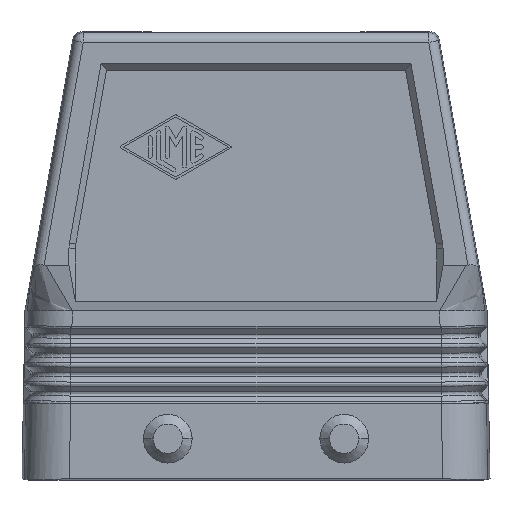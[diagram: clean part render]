
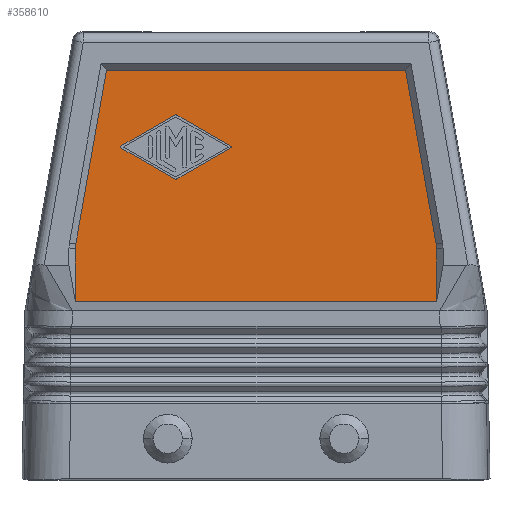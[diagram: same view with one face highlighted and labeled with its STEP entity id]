
A CAD part, left-side view. The second image highlights one B-rep face of the part: STEP entity #358610.
In plain terms, the highlighted planar face has unit normal (-1, 0, 0).
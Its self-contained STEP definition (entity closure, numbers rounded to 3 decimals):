
#112690=CARTESIAN_POINT('',(74.12,54.827,
50.993));
#112700=DIRECTION('',(1.,0.,0.));
#112710=DIRECTION('',(0.,1.,0.));
#112720=AXIS2_PLACEMENT_3D('',#112690,#112700,#112710);
#112730=PLANE('',#112720);
#179970=CARTESIAN_POINT('',(74.12,-0.695,
36.859));
#179980=VERTEX_POINT('',#179970);
#180160=CARTESIAN_POINT('',(74.12,-0.759,
36.123));
#180170=VERTEX_POINT('',#180160);
#180200=CARTESIAN_POINT('',(74.12,7.729,
35.752));
#180210=DIRECTION('',(1.,0.,0.));
#180220=DIRECTION('',(0.,0.996,-0.087));
#180230=AXIS2_PLACEMENT_3D('',#180200,#180210,#180220);
#180240=ELLIPSE('',#180230,8.504,6.002);
#180250=EDGE_CURVE('',#179980,#180170,#180240,.T.);
#202810=CARTESIAN_POINT('',(74.12,-0.759,
27.871));
#202820=VERTEX_POINT('',#202810);
#202850=CARTESIAN_POINT('',(74.12,-0.759,
34.229));
#202860=DIRECTION('',(0.,0.,1.));
#202870=VECTOR('',#202860,1.);
#202880=LINE('',#202850,#202870);
#202890=EDGE_CURVE('',#202820,#180170,#202880,.T.);
#258880=CARTESIAN_POINT('',(74.12,-1.158,
34.229));
#258890=DIRECTION('',(0.,0.174,0.985));
#258900=VECTOR('',#258890,1.);
#258910=LINE('',#258880,#258900);
#258920=CARTESIAN_POINT('',(74.12,4.087,
64.));
#258930=VERTEX_POINT('',#258920);
#258940=EDGE_CURVE('',#179980,#258930,#258910,.T.);
#277130=CARTESIAN_POINT('',(74.12,55.579,
36.129));
#277140=VERTEX_POINT('',#277130);
#277320=CARTESIAN_POINT('',(74.12,55.515,
36.865));
#277330=VERTEX_POINT('',#277320);
#277360=CARTESIAN_POINT('',(74.12,47.091,
35.758));
#277370=DIRECTION('',(1.,0.,0.));
#277380=DIRECTION('',(0.,0.996,0.087));
#277390=AXIS2_PLACEMENT_3D('',#277360,#277370,#277380);
#277400=ELLIPSE('',#277390,8.504,6.002);
#277410=EDGE_CURVE('',#277140,#277330,#277400,.T.);
#356540=CARTESIAN_POINT('',(74.12,25.163,
64.));
#356550=DIRECTION('',(0.,1.,0.));
#356560=VECTOR('',#356550,1.);
#356570=LINE('',#356540,#356560);
#356580=CARTESIAN_POINT('',(74.12,50.734,
64.));
#356590=VERTEX_POINT('',#356580);
#356600=EDGE_CURVE('',#258930,#356590,#356570,.T.);
#356900=CARTESIAN_POINT('',(74.12,55.979,
34.229));
#356910=DIRECTION('',(0.,-0.174,0.985));
#356920=VECTOR('',#356910,1.);
#356930=LINE('',#356900,#356920);
#356940=EDGE_CURVE('',#277330,#356590,#356930,.T.);
#357430=CARTESIAN_POINT('',(74.12,55.579,
34.229));
#357440=DIRECTION('',(0.,0.,1.));
#357450=VECTOR('',#357440,1.);
#357460=LINE('',#357430,#357450);
#357470=CARTESIAN_POINT('',(74.12,55.579,
27.871));
#357480=VERTEX_POINT('',#357470);
#357490=EDGE_CURVE('',#357480,#277140,#357460,.T.);
#357760=ORIENTED_EDGE('',*,*,#357490,.F.);
#357770=ORIENTED_EDGE('',*,*,#277410,.F.);
#357780=ORIENTED_EDGE('',*,*,#356940,.F.);
#357790=ORIENTED_EDGE('',*,*,#356600,.T.);
#357800=ORIENTED_EDGE('',*,*,#258940,.T.);
#357810=ORIENTED_EDGE('',*,*,#180250,.F.);
#357820=ORIENTED_EDGE('',*,*,#202890,.T.);
#357830=CARTESIAN_POINT('',(74.12,25.163,
27.871));
#357840=DIRECTION('',(0.,1.,0.));
#357850=VECTOR('',#357840,1.);
#357860=LINE('',#357830,#357850);
#357870=EDGE_CURVE('',#202820,#357480,#357860,.T.);
#357880=ORIENTED_EDGE('',*,*,#357870,.F.);
#357890=EDGE_LOOP('',(#357880,#357820,#357810,#357800,#357790,#357780,
#357770,#357760));
#357900=FACE_OUTER_BOUND('',#357890,.T.);
#357910=CARTESIAN_POINT('',(74.12,25.163,
65.477));
#357920=DIRECTION('',(0.,0.868,-0.496));
#357930=VECTOR('',#357920,1.);
#357940=LINE('',#357910,#357930);
#357950=CARTESIAN_POINT('',(74.12,40.071,
56.956));
#357960=VERTEX_POINT('',#357950);
#357970=CARTESIAN_POINT('',(74.12,48.487,
52.145));
#357980=VERTEX_POINT('',#357970);
#357990=EDGE_CURVE('',#357960,#357980,#357940,.T.);
#358000=ORIENTED_EDGE('',*,*,#357990,.F.);
#358010=CARTESIAN_POINT('',(74.12,48.405,52.));
#358020=DIRECTION('',(-1.,0.,0.));
#358030=DIRECTION('',(0.,-1.,0.));
#358040=AXIS2_PLACEMENT_3D('',#358010,#358020,#358030);
#358050=CIRCLE('',#358040,0.167);
#358060=CARTESIAN_POINT('',(74.12,48.487,
51.855));
#358070=VERTEX_POINT('',#358060);
#358080=EDGE_CURVE('',#357980,#358070,#358050,.T.);
#358090=ORIENTED_EDGE('',*,*,#358080,.F.);
#358100=CARTESIAN_POINT('',(74.12,25.163,
38.523));
#358110=DIRECTION('',(0.,-0.868,-0.496));
#358120=VECTOR('',#358110,1.);
#358130=LINE('',#358100,#358120);
#358140=CARTESIAN_POINT('',(74.12,40.071,
47.044));
#358150=VERTEX_POINT('',#358140);
#358160=EDGE_CURVE('',#358070,#358150,#358130,.T.);
#358170=ORIENTED_EDGE('',*,*,#358160,.F.);
#358180=CARTESIAN_POINT('',(74.12,39.906,47.334));
#358190=DIRECTION('',(-1.,0.,0.));
#358200=DIRECTION('',(0.,-1.,0.));
#358210=AXIS2_PLACEMENT_3D('',#358180,#358190,#358200);
#358220=CIRCLE('',#358210,0.333);
#358230=CARTESIAN_POINT('',(74.12,39.74,
47.044));
#358240=VERTEX_POINT('',#358230);
#358250=EDGE_CURVE('',#358150,#358240,#358220,.T.);
#358260=ORIENTED_EDGE('',*,*,#358250,.F.);
#358270=CARTESIAN_POINT('',(74.12,25.163,
55.377));
#358280=DIRECTION('',(0.,-0.868,0.496));
#358290=VECTOR('',#358280,1.);
#358300=LINE('',#358270,#358290);
#358310=CARTESIAN_POINT('',(74.12,31.324,
51.855));
#358320=VERTEX_POINT('',#358310);
#358330=EDGE_CURVE('',#358240,#358320,#358300,.T.);
#358340=ORIENTED_EDGE('',*,*,#358330,.F.);
#358350=CARTESIAN_POINT('',(74.12,31.407,52.));
#358360=DIRECTION('',(-1.,0.,0.));
#358370=DIRECTION('',(0.,-1.,0.));
#358380=AXIS2_PLACEMENT_3D('',#358350,#358360,#358370);
#358390=CIRCLE('',#358380,0.167);
#358400=CARTESIAN_POINT('',(74.12,31.324,
52.145));
#358410=VERTEX_POINT('',#358400);
#358420=EDGE_CURVE('',#358320,#358410,#358390,.T.);
#358430=ORIENTED_EDGE('',*,*,#358420,.F.);
#358440=CARTESIAN_POINT('',(74.12,25.163,
48.623));
#358450=DIRECTION('',(0.,0.868,0.496));
#358460=VECTOR('',#358450,1.);
#358470=LINE('',#358440,#358460);
#358480=CARTESIAN_POINT('',(74.12,39.74,
56.956));
#358490=VERTEX_POINT('',#358480);
#358500=EDGE_CURVE('',#358410,#358490,#358470,.T.);
#358510=ORIENTED_EDGE('',*,*,#358500,.F.);
#358520=CARTESIAN_POINT('',(74.12,39.906,56.666));
#358530=DIRECTION('',(-1.,0.,0.));
#358540=DIRECTION('',(0.,-1.,0.));
#358550=AXIS2_PLACEMENT_3D('',#358520,#358530,#358540);
#358560=CIRCLE('',#358550,0.333);
#358570=EDGE_CURVE('',#358490,#357960,#358560,.T.);
#358580=ORIENTED_EDGE('',*,*,#358570,.F.);
#358590=EDGE_LOOP('',(#358580,#358510,#358430,#358340,#358260,#358170,
#358090,#358000));
#358600=FACE_BOUND('',#358590,.T.);
#358610=ADVANCED_FACE('',(#357900,#358600),#112730,.F.);
